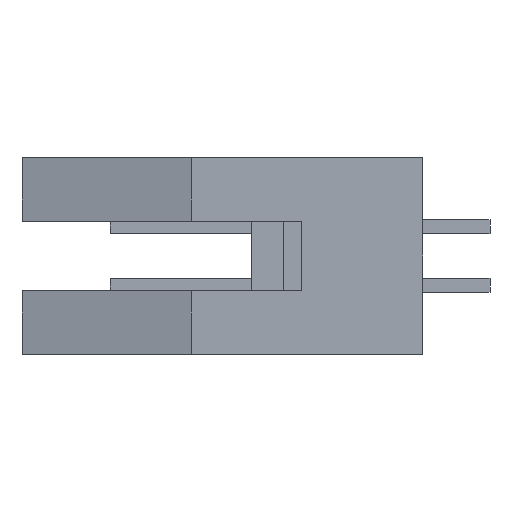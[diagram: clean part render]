
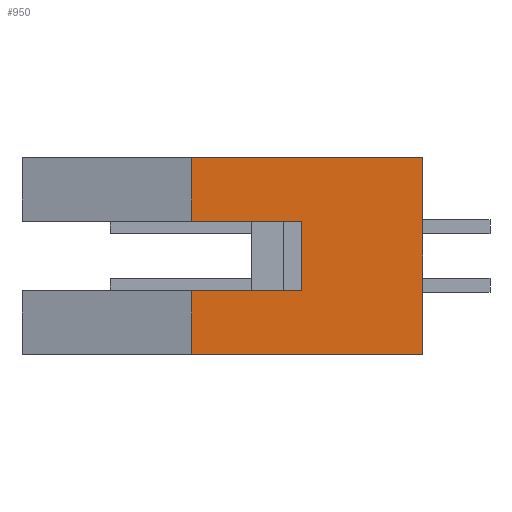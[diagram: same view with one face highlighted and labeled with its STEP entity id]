
A CAD part, left-side view. The second image highlights one B-rep face of the part: STEP entity #950.
In plain terms, the highlighted planar face has unit normal (-1, 0, 0).
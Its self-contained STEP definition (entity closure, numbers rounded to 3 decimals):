
#950=ADVANCED_FACE('',(#1325),#1139,.T.);
#1139=PLANE('',#4620);
#1325=FACE_OUTER_BOUND('',#1534,.T.);
#1534=EDGE_LOOP('',(#2469,#2470,#2471,#2472,#2473,#2474,#2475,#2476));
#2469=ORIENTED_EDGE('',*,*,#3412,.T.);
#2470=ORIENTED_EDGE('',*,*,#3213,.F.);
#2471=ORIENTED_EDGE('',*,*,#3413,.T.);
#2472=ORIENTED_EDGE('',*,*,#3414,.T.);
#2473=ORIENTED_EDGE('',*,*,#3375,.T.);
#2474=ORIENTED_EDGE('',*,*,#3379,.F.);
#2475=ORIENTED_EDGE('',*,*,#3391,.T.);
#2476=ORIENTED_EDGE('',*,*,#3400,.T.);
#2779=VERTEX_POINT('',#6157);
#2782=VERTEX_POINT('',#6162);
#2887=VERTEX_POINT('',#6483);
#2888=VERTEX_POINT('',#6485);
#2889=VERTEX_POINT('',#6490);
#2899=VERTEX_POINT('',#6514);
#2904=VERTEX_POINT('',#6532);
#2910=VERTEX_POINT('',#6560);
#3213=EDGE_CURVE('',#2782,#2779,#3722,.T.);
#3375=EDGE_CURVE('',#2888,#2887,#3874,.T.);
#3379=EDGE_CURVE('',#2889,#2887,#3878,.T.);
#3391=EDGE_CURVE('',#2889,#2899,#3889,.T.);
#3400=EDGE_CURVE('',#2899,#2904,#3893,.T.);
#3412=EDGE_CURVE('',#2904,#2779,#3905,.T.);
#3413=EDGE_CURVE('',#2782,#2910,#3906,.T.);
#3414=EDGE_CURVE('',#2910,#2888,#3907,.T.);
#3722=LINE('',#6163,#4215);
#3874=LINE('',#6484,#4367);
#3878=LINE('',#6491,#4371);
#3889=LINE('',#6515,#4382);
#3893=LINE('',#6533,#4386);
#3905=LINE('',#6557,#4398);
#3906=LINE('',#6559,#4399);
#3907=LINE('',#6561,#4400);
#4215=VECTOR('',#5159,1.);
#4367=VECTOR('',#5439,1.);
#4371=VECTOR('',#5445,1.);
#4382=VECTOR('',#5462,1.);
#4386=VECTOR('',#5484,1.);
#4398=VECTOR('',#5510,1.);
#4399=VECTOR('',#5513,1.);
#4400=VECTOR('',#5514,1.);
#4620=AXIS2_PLACEMENT_3D('',#6562,#5515,#5516);
#5159=DIRECTION('',(0.,0.,1.));
#5439=DIRECTION('',(0.,1.,0.));
#5445=DIRECTION('',(0.,0.,1.));
#5462=DIRECTION('',(0.,-1.,0.));
#5484=DIRECTION('',(0.,0.,-1.));
#5510=DIRECTION('',(0.,1.,0.));
#5513=DIRECTION('',(0.,-1.,0.));
#5514=DIRECTION('',(0.,0.,1.));
#5515=DIRECTION('',(-1.,0.,0.));
#5516=DIRECTION('',(0.,-1.,0.));
#6157=CARTESIAN_POINT('',(-31.573,12.59,2.75));
#6162=CARTESIAN_POINT('',(-31.573,12.59,0.));
#6163=CARTESIAN_POINT('',(-31.573,12.59,0.));
#6483=CARTESIAN_POINT('',(-31.573,12.59,8.5));
#6484=CARTESIAN_POINT('',(-31.573,2.59,8.5));
#6485=CARTESIAN_POINT('',(-31.573,2.59,8.5));
#6490=CARTESIAN_POINT('',(-31.573,12.59,5.75));
#6491=CARTESIAN_POINT('',(-31.573,12.59,5.75));
#6514=CARTESIAN_POINT('',(-31.573,7.84,5.75));
#6515=CARTESIAN_POINT('',(-31.573,12.59,5.75));
#6532=CARTESIAN_POINT('',(-31.573,7.84,2.75));
#6533=CARTESIAN_POINT('',(-31.573,7.84,5.75));
#6557=CARTESIAN_POINT('',(-31.573,7.84,2.75));
#6559=CARTESIAN_POINT('',(-31.573,12.59,0.));
#6560=CARTESIAN_POINT('',(-31.573,2.59,0.));
#6561=CARTESIAN_POINT('',(-31.573,2.59,0.));
#6562=CARTESIAN_POINT('',(-31.573,12.59,0.));
